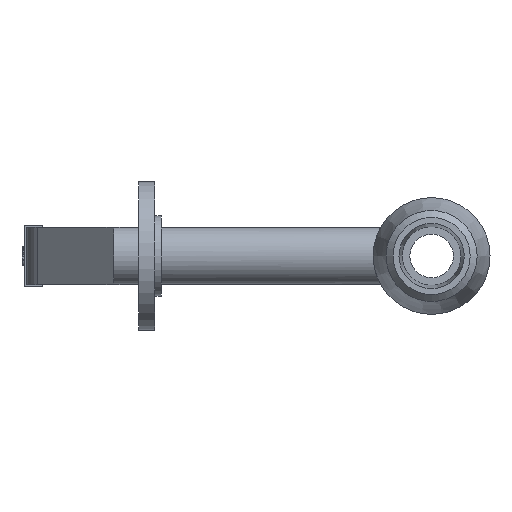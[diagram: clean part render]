
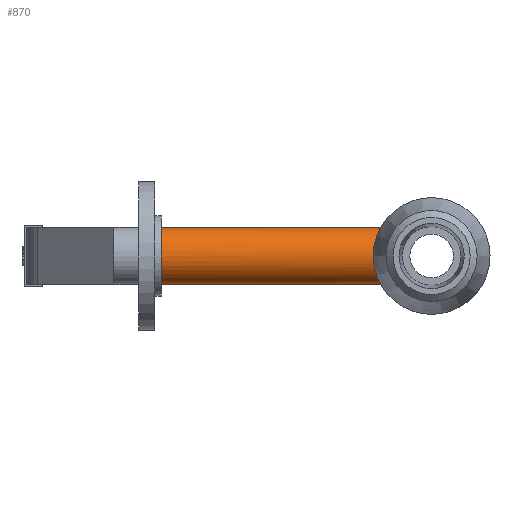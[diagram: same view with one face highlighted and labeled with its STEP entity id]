
A CAD part, left-side view. The second image highlights one B-rep face of the part: STEP entity #870.
In plain terms, the highlighted cylindrical face has radius 12.5 mm (diameter 25 mm), a full revolution.
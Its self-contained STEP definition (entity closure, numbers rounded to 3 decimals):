
#235=CARTESIAN_POINT('',(115.0,22.226,-12.5));
#236=VERTEX_POINT('',#235);
#237=CARTESIAN_POINT('',(115.0,22.226,-12.5));
#238=CARTESIAN_POINT('',(115.801,22.226,-12.5));
#239=CARTESIAN_POINT('',(116.624,22.271,-12.422));
#240=CARTESIAN_POINT('',(118.251,22.448,-12.098));
#241=CARTESIAN_POINT('',(119.054,22.58,-11.853));
#242=CARTESIAN_POINT('',(121.356,23.068,-10.891));
#243=CARTESIAN_POINT('',(122.743,23.514,-9.935));
#244=CARTESIAN_POINT('',(124.932,24.323,-7.745));
#245=CARTESIAN_POINT('',(125.89,24.744,-6.358));
#246=CARTESIAN_POINT('',(126.854,25.188,-4.053));
#247=CARTESIAN_POINT('',(127.099,25.305,-3.248));
#248=CARTESIAN_POINT('',(127.422,25.462,-1.621));
#249=CARTESIAN_POINT('',(127.5,25.5,-0.799));
#250=CARTESIAN_POINT('',(127.5,25.5,0.799));
#251=CARTESIAN_POINT('',(127.422,25.462,1.621));
#252=CARTESIAN_POINT('',(127.099,25.305,3.248));
#253=CARTESIAN_POINT('',(126.854,25.188,4.053));
#254=CARTESIAN_POINT('',(125.89,24.744,6.358));
#255=CARTESIAN_POINT('',(124.932,24.323,7.745));
#256=CARTESIAN_POINT('',(122.743,23.514,9.935));
#257=CARTESIAN_POINT('',(121.356,23.068,10.891));
#258=CARTESIAN_POINT('',(119.054,22.58,11.853));
#259=CARTESIAN_POINT('',(118.251,22.448,12.098));
#260=CARTESIAN_POINT('',(116.624,22.271,12.422));
#261=CARTESIAN_POINT('',(115.801,22.226,12.5));
#262=CARTESIAN_POINT('',(114.199,22.226,12.5));
#263=CARTESIAN_POINT('',(113.376,22.271,12.422));
#264=CARTESIAN_POINT('',(111.749,22.448,12.098));
#265=CARTESIAN_POINT('',(110.946,22.58,11.853));
#266=CARTESIAN_POINT('',(108.644,23.068,10.891));
#267=CARTESIAN_POINT('',(107.257,23.514,9.935));
#268=CARTESIAN_POINT('',(105.068,24.323,7.745));
#269=CARTESIAN_POINT('',(104.11,24.744,6.358));
#270=CARTESIAN_POINT('',(103.146,25.188,4.053));
#271=CARTESIAN_POINT('',(102.901,25.305,3.248));
#272=CARTESIAN_POINT('',(102.578,25.462,1.621));
#273=CARTESIAN_POINT('',(102.5,25.5,0.799));
#274=CARTESIAN_POINT('',(102.5,25.5,-0.799));
#275=CARTESIAN_POINT('',(102.578,25.462,-1.621));
#276=CARTESIAN_POINT('',(102.901,25.305,-3.248));
#277=CARTESIAN_POINT('',(103.146,25.188,-4.053));
#278=CARTESIAN_POINT('',(104.11,24.744,-6.358));
#279=CARTESIAN_POINT('',(105.068,24.323,-7.745));
#280=CARTESIAN_POINT('',(107.257,23.514,-9.935));
#281=CARTESIAN_POINT('',(108.644,23.068,-10.891));
#282=CARTESIAN_POINT('',(110.946,22.58,-11.853));
#283=CARTESIAN_POINT('',(111.749,22.448,-12.098));
#284=CARTESIAN_POINT('',(113.376,22.271,-12.422));
#285=CARTESIAN_POINT('',(114.199,22.226,-12.5));
#286=CARTESIAN_POINT('',(115.0,22.226,-12.5));
#287=B_SPLINE_CURVE_WITH_KNOTS('',3,(#237,#238,#239,#240,#241,#242,#243,#244,#245,#246,#247,#248,#249,#250,#251,#252,#253,#254,#255,#256,#257,#258,#259,#260,#261,#262,#263,#264,#265,#266,#267,#268,#269,#270,#271,#272,#273,#274,#275,#276,#277,#278,#279,#280,#281,#282,#283,#284,#285,#286),.UNSPECIFIED.,.T.,.U.,(4,2,2,2,2,2,2,2,2,2,2,2,2,2,2,2,2,2,2,2,2,2,2,2,4),(0.0,0.24,0.481,0.961,1.441,1.681,1.92,2.16,2.4,2.879,3.36,3.6,3.84,4.081,4.321,4.802,5.281,5.521,5.761,6.,6.24,6.72,7.2,7.441,7.681),.UNSPECIFIED.);
#288=EDGE_CURVE('',#236,#236,#287,.T.);
#444=CARTESIAN_POINT('',(127.5,118.0,0.0));
#445=VERTEX_POINT('',#444);
#446=CARTESIAN_POINT('',(115.0,118.0,0.0));
#447=DIRECTION('',(0.0,-1.0,0.0));
#448=DIRECTION('',(1.0,0.0,0.0));
#449=AXIS2_PLACEMENT_3D('',#446,#447,#448);
#450=CIRCLE('',#449,12.5);
#451=EDGE_CURVE('',#445,#445,#450,.T.);
#859=CARTESIAN_POINT('',(115.0,125.0,0.0));
#860=DIRECTION('',(0.0,-1.0,0.0));
#861=DIRECTION('',(1.0,0.0,0.0));
#862=AXIS2_PLACEMENT_3D('',#859,#860,#861);
#863=CYLINDRICAL_SURFACE('',#862,12.5);
#864=ORIENTED_EDGE('',*,*,#451,.T.);
#865=EDGE_LOOP('',(#864));
#866=FACE_OUTER_BOUND('',#865,.T.);
#867=ORIENTED_EDGE('',*,*,#288,.F.);
#868=EDGE_LOOP('',(#867));
#869=FACE_BOUND('',#868,.T.);
#870=ADVANCED_FACE('',(#866,#869),#863,.T.);
